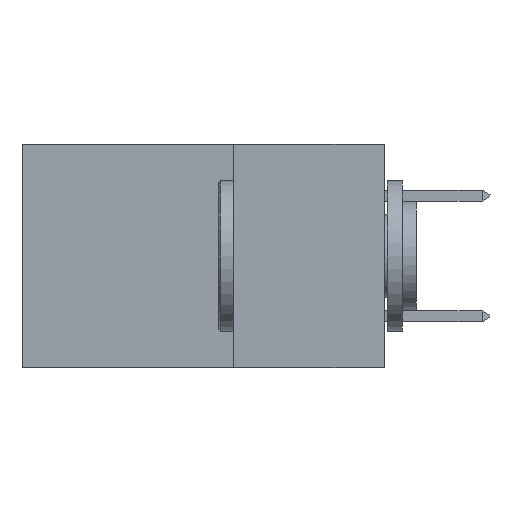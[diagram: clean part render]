
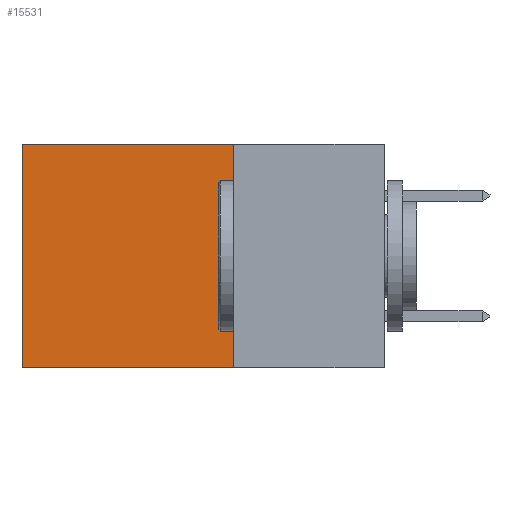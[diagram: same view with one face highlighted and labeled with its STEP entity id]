
A CAD part, left-side view. The second image highlights one B-rep face of the part: STEP entity #15531.
In plain terms, the highlighted planar face has unit normal (-1, 0, 0).
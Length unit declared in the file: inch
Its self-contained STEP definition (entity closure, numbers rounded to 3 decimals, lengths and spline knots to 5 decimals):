
#580 = LINE ( 'NONE', #4010, #14076 ) ;
#654 = EDGE_CURVE ( 'NONE', #6225, #7457, #5433, .T. ) ;
#683 = AXIS2_PLACEMENT_3D ( 'NONE', #15584, #7881, #16822 ) ;
#1481 = CARTESIAN_POINT ( 'NONE',  ( 0.2875, 0.6, -0.37 ) ) ;
#2052 = VECTOR ( 'NONE', #11832, 39.37008 ) ;
#2096 = LINE ( 'NONE', #15516, #3354 ) ;
#3354 = VECTOR ( 'NONE', #7824, 39.37008 ) ;
#4010 = CARTESIAN_POINT ( 'NONE',  ( 0.2875, 0.25, 0. ) ) ;
#4426 = FACE_OUTER_BOUND ( 'NONE', #8973, .T. ) ;
#5433 = LINE ( 'NONE', #13113, #15337 ) ;
#6225 = VERTEX_POINT ( 'NONE', #14926 ) ;
#6637 = EDGE_CURVE ( 'NONE', #10442, #8058, #8640, .T. ) ;
#6869 = DIRECTION ( 'NONE',  ( 0., 0., -1. ) ) ;
#6898 = ORIENTED_EDGE ( 'NONE', *, *, #9819, .F. ) ;
#7061 = ORIENTED_EDGE ( 'NONE', *, *, #6637, .F. ) ;
#7457 = VERTEX_POINT ( 'NONE', #1481 ) ;
#7824 = DIRECTION ( 'NONE',  ( 0., 1., 0. ) ) ;
#7881 = DIRECTION ( 'NONE',  ( 1., 0., 0. ) ) ;
#8058 = VERTEX_POINT ( 'NONE', #15914 ) ;
#8640 = LINE ( 'NONE', #9268, #2052 ) ;
#8973 = EDGE_LOOP ( 'NONE', ( #15771, #6898, #7061, #10164 ) ) ;
#9268 = CARTESIAN_POINT ( 'NONE',  ( 0.2875, 0.25, 0. ) ) ;
#9819 = EDGE_CURVE ( 'NONE', #8058, #7457, #2096, .T. ) ;
#10164 = ORIENTED_EDGE ( 'NONE', *, *, #11445, .T. ) ;
#10442 = VERTEX_POINT ( 'NONE', #16244 ) ;
#11445 = EDGE_CURVE ( 'NONE', #10442, #6225, #580, .T. ) ;
#11832 = DIRECTION ( 'NONE',  ( 0., 0., -1. ) ) ;
#13019 = PLANE ( 'NONE',  #683 ) ;
#13113 = CARTESIAN_POINT ( 'NONE',  ( 0.2875, 0.6, 0. ) ) ;
#14076 = VECTOR ( 'NONE', #15674, 39.37008 ) ;
#14926 = CARTESIAN_POINT ( 'NONE',  ( 0.2875, 0.6, 0. ) ) ;
#15337 = VECTOR ( 'NONE', #6869, 39.37008 ) ;
#15516 = CARTESIAN_POINT ( 'NONE',  ( 0.2875, 0.25, -0.37 ) ) ;
#15531 = ADVANCED_FACE ( 'NONE', ( #4426 ), #13019, .F. ) ;
#15584 = CARTESIAN_POINT ( 'NONE',  ( 0.2875, 0.25, 0. ) ) ;
#15674 = DIRECTION ( 'NONE',  ( 0., 1., 0. ) ) ;
#15771 = ORIENTED_EDGE ( 'NONE', *, *, #654, .T. ) ;
#15914 = CARTESIAN_POINT ( 'NONE',  ( 0.2875, 0.25, -0.37 ) ) ;
#16244 = CARTESIAN_POINT ( 'NONE',  ( 0.2875, 0.25, 0. ) ) ;
#16822 = DIRECTION ( 'NONE',  ( 0., 0., -1. ) ) ;
